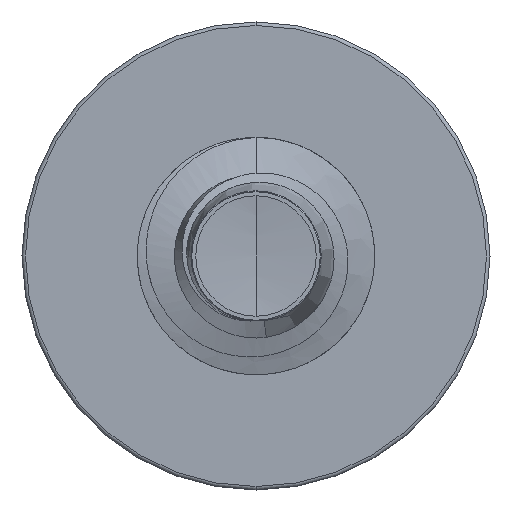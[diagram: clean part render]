
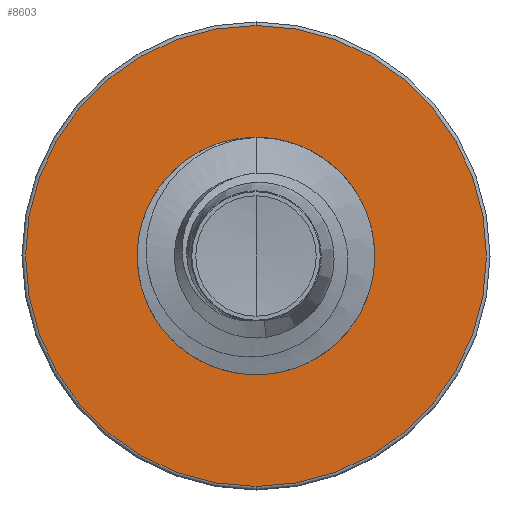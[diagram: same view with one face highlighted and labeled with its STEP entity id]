
A CAD part, front view. The second image highlights one B-rep face of the part: STEP entity #8603.
In plain terms, the highlighted planar face has unit normal (0, -1, 0).
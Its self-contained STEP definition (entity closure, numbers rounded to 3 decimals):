
#17 = ORIENTED_EDGE ( 'NONE', *, *, #5722, .F. ) ;
#28 = DIRECTION ( 'NONE',  ( 0., 1., 0. ) ) ;
#242 = DIRECTION ( 'NONE',  ( 0., 1., 0. ) ) ;
#264 = EDGE_LOOP ( 'NONE', ( #1234, #3294 ) ) ;
#678 = CARTESIAN_POINT ( 'NONE',  ( 0., 4.5, 0. ) ) ;
#828 = DIRECTION ( 'NONE',  ( 0., 1., 0. ) ) ;
#1022 = CARTESIAN_POINT ( 'NONE',  ( 0., 4.5, -1.722 ) ) ;
#1234 = ORIENTED_EDGE ( 'NONE', *, *, #2946, .T. ) ;
#1351 = DIRECTION ( 'NONE',  ( 0., 0., 1. ) ) ;
#2092 = FACE_OUTER_BOUND ( 'NONE', #5343, .T. ) ;
#2138 = VERTEX_POINT ( 'NONE', #6585 ) ;
#2936 = AXIS2_PLACEMENT_3D ( 'NONE', #7838, #3786, #8489 ) ;
#2946 = EDGE_CURVE ( 'NONE', #3872, #6691, #6548, .T. ) ;
#3188 = AXIS2_PLACEMENT_3D ( 'NONE', #8259, #242, #4921 ) ;
#3294 = ORIENTED_EDGE ( 'NONE', *, *, #4155, .T. ) ;
#3419 = EDGE_CURVE ( 'NONE', #2138, #5696, #7695, .T. ) ;
#3786 = DIRECTION ( 'NONE',  ( 0., 1., 0. ) ) ;
#3872 = VERTEX_POINT ( 'NONE', #5085 ) ;
#4014 = CARTESIAN_POINT ( 'NONE',  ( 0., 4.5, 0. ) ) ;
#4155 = EDGE_CURVE ( 'NONE', #6691, #3872, #4627, .T. ) ;
#4627 = CIRCLE ( 'NONE', #5903, 1.722 ) ;
#4690 = DIRECTION ( 'NONE',  ( 0., 0., 1. ) ) ;
#4847 = CARTESIAN_POINT ( 'NONE',  ( 0., 4.5, 0. ) ) ;
#4921 = DIRECTION ( 'NONE',  ( 0., 0., 1. ) ) ;
#5085 = CARTESIAN_POINT ( 'NONE',  ( 0., 4.5, 1.722 ) ) ;
#5343 = EDGE_LOOP ( 'NONE', ( #6565, #17 ) ) ;
#5364 = DIRECTION ( 'NONE',  ( 0., 1., 0. ) ) ;
#5484 = CARTESIAN_POINT ( 'NONE',  ( 0., 4.5, -3.397 ) ) ;
#5515 = DIRECTION ( 'NONE',  ( 0., 0., 1. ) ) ;
#5696 = VERTEX_POINT ( 'NONE', #5484 ) ;
#5722 = EDGE_CURVE ( 'NONE', #5696, #2138, #7900, .T. ) ;
#5903 = AXIS2_PLACEMENT_3D ( 'NONE', #678, #5364, #1351 ) ;
#6548 = CIRCLE ( 'NONE', #2936, 1.722 ) ;
#6565 = ORIENTED_EDGE ( 'NONE', *, *, #3419, .F. ) ;
#6585 = CARTESIAN_POINT ( 'NONE',  ( 0., 4.5, 3.398 ) ) ;
#6691 = VERTEX_POINT ( 'NONE', #1022 ) ;
#7435 = AXIS2_PLACEMENT_3D ( 'NONE', #4014, #28, #4690 ) ;
#7462 = FACE_BOUND ( 'NONE', #264, .T. ) ;
#7695 = CIRCLE ( 'NONE', #7435, 3.397 ) ;
#7838 = CARTESIAN_POINT ( 'NONE',  ( 0., 4.5, 0. ) ) ;
#7844 = AXIS2_PLACEMENT_3D ( 'NONE', #4847, #828, #5515 ) ;
#7877 = PLANE ( 'NONE',  #3188 ) ;
#7900 = CIRCLE ( 'NONE', #7844, 3.397 ) ;
#8259 = CARTESIAN_POINT ( 'NONE',  ( 0., 4.5, -1.722 ) ) ;
#8489 = DIRECTION ( 'NONE',  ( 0., 0., 1. ) ) ;
#8603 = ADVANCED_FACE ( 'NONE', ( #2092, #7462 ), #7877, .F. ) ;
